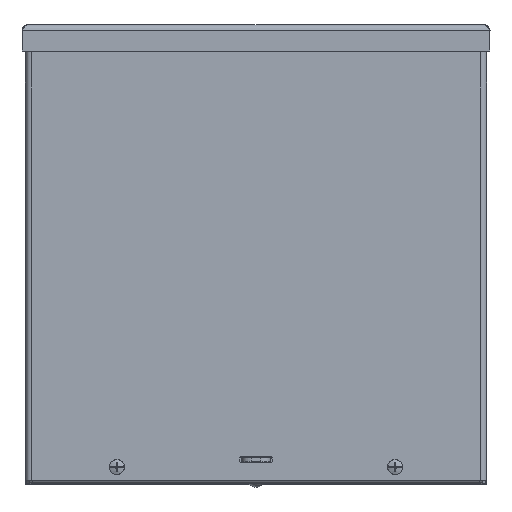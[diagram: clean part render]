
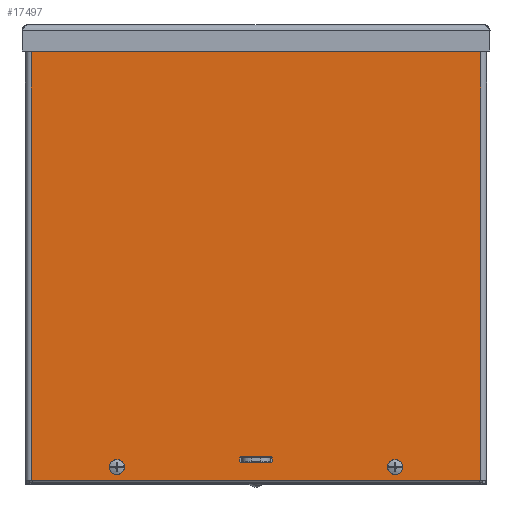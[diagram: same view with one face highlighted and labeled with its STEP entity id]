
A CAD part, top view. The second image highlights one B-rep face of the part: STEP entity #17497.
In plain terms, the highlighted planar face has unit normal (0, 0, 1).
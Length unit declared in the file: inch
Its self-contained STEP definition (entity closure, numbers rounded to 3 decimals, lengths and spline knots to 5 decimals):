
#139 = DIRECTION ( 'NONE',  ( 0.707, 0.707, 0. ) ) ;
#213 = EDGE_CURVE ( 'NONE', #9555, #8908, #2135, .T. ) ;
#232 = CARTESIAN_POINT ( 'NONE',  ( 3.78125, 5.59375, 8.19362 ) ) ;
#321 = CARTESIAN_POINT ( 'NONE',  ( -0.42187, -5.41487, 8.19362 ) ) ;
#514 = VERTEX_POINT ( 'NONE', #232 ) ;
#571 = ORIENTED_EDGE ( 'NONE', *, *, #11642, .F. ) ;
#608 = CARTESIAN_POINT ( 'NONE',  ( -3.53125, -5.5625, 8.19362 ) ) ;
#630 = DIRECTION ( 'NONE',  ( 1., 0., 0. ) ) ;
#1013 = VECTOR ( 'NONE', #11109, 39.37008 ) ;
#1097 = EDGE_LOOP ( 'NONE', ( #12412 ) ) ;
#1165 = ORIENTED_EDGE ( 'NONE', *, *, #6473, .T. ) ;
#1218 = DIRECTION ( 'NONE',  ( 1., 0., 0. ) ) ;
#1268 = CARTESIAN_POINT ( 'NONE',  ( 3.65625, -5.5625, 8.19362 ) ) ;
#1309 = LINE ( 'NONE', #1346, #13469 ) ;
#1346 = CARTESIAN_POINT ( 'NONE',  ( -6.059, -5.92188, 8.19362 ) ) ;
#1590 = CIRCLE ( 'NONE', #14832, 0.125 ) ;
#1598 = CARTESIAN_POINT ( 'NONE',  ( 0.39062, -5.44612, 8.19362 ) ) ;
#1665 = VERTEX_POINT ( 'NONE', #12648 ) ;
#1741 = LINE ( 'NONE', #4982, #16130 ) ;
#1866 = FACE_BOUND ( 'NONE', #1097, .T. ) ;
#2035 = AXIS2_PLACEMENT_3D ( 'NONE', #15361, #10900, #16701 ) ;
#2135 = LINE ( 'NONE', #5364, #1013 ) ;
#2185 = CARTESIAN_POINT ( 'NONE',  ( -0.42187, -5.32112, 8.19362 ) ) ;
#2345 = VECTOR ( 'NONE', #8489, 39.37008 ) ;
#2368 = EDGE_CURVE ( 'NONE', #18196, #11436, #7021, .T. ) ;
#2446 = DIRECTION ( 'NONE',  ( 0., 0., -1. ) ) ;
#2461 = EDGE_LOOP ( 'NONE', ( #12592 ) ) ;
#2471 = AXIS2_PLACEMENT_3D ( 'NONE', #8307, #12620, #16884 ) ;
#2595 = DIRECTION ( 'NONE',  ( 0., 1., 0. ) ) ;
#2646 = EDGE_CURVE ( 'NONE', #514, #514, #1590, .T. ) ;
#2776 = CARTESIAN_POINT ( 'NONE',  ( 0.42188, -2.63713, 8.19362 ) ) ;
#2823 = ORIENTED_EDGE ( 'NONE', *, *, #3279, .T. ) ;
#2898 = EDGE_CURVE ( 'NONE', #6505, #8908, #5198, .T. ) ;
#2912 = CIRCLE ( 'NONE', #9416, 0.03125 ) ;
#2934 = ORIENTED_EDGE ( 'NONE', *, *, #18536, .T. ) ;
#3279 = EDGE_CURVE ( 'NONE', #8244, #3345, #1309, .T. ) ;
#3345 = VERTEX_POINT ( 'NONE', #8827 ) ;
#3445 = EDGE_CURVE ( 'NONE', #14262, #14262, #5787, .T. ) ;
#3583 = CARTESIAN_POINT ( 'NONE',  ( -0.39063, -5.44612, 8.19362 ) ) ;
#3704 = EDGE_LOOP ( 'NONE', ( #3983 ) ) ;
#3922 = FACE_BOUND ( 'NONE', #2461, .T. ) ;
#3956 = LINE ( 'NONE', #4158, #11340 ) ;
#3983 = ORIENTED_EDGE ( 'NONE', *, *, #3445, .T. ) ;
#4105 = CARTESIAN_POINT ( 'NONE',  ( -0.39063, -5.28987, 8.19362 ) ) ;
#4158 = CARTESIAN_POINT ( 'NONE',  ( 5.90625, -2.95313, 8.19362 ) ) ;
#4460 = EDGE_LOOP ( 'NONE', ( #12116, #7084, #17274, #571, #14843, #16187, #13350, #8347 ) ) ;
#4487 = AXIS2_PLACEMENT_3D ( 'NONE', #6165, #12014, #630 ) ;
#4785 = DIRECTION ( 'NONE',  ( -0.707, 0.707, 0. ) ) ;
#4822 = LINE ( 'NONE', #18296, #10259 ) ;
#4982 = CARTESIAN_POINT ( 'NONE',  ( 6.059, 5.95313, 8.19362 ) ) ;
#5198 = CIRCLE ( 'NONE', #10388, 0.03125 ) ;
#5260 = DIRECTION ( 'NONE',  ( 1., 0., 0. ) ) ;
#5364 = CARTESIAN_POINT ( 'NONE',  ( -0.21094, -5.28988, 8.19362 ) ) ;
#5467 = FACE_BOUND ( 'NONE', #3704, .T. ) ;
#5787 = CIRCLE ( 'NONE', #4487, 0.125 ) ;
#5957 = AXIS2_PLACEMENT_3D ( 'NONE', #6148, #16291, #4785 ) ;
#6148 = CARTESIAN_POINT ( 'NONE',  ( -0.39063, -5.32113, 8.19362 ) ) ;
#6165 = CARTESIAN_POINT ( 'NONE',  ( -3.65625, 5.59375, 8.19362 ) ) ;
#6209 = PLANE ( 'NONE',  #11277 ) ;
#6419 = ORIENTED_EDGE ( 'NONE', *, *, #9482, .T. ) ;
#6473 = EDGE_CURVE ( 'NONE', #1665, #8244, #13840, .T. ) ;
#6488 = VERTEX_POINT ( 'NONE', #3583 ) ;
#6505 = VERTEX_POINT ( 'NONE', #11124 ) ;
#6582 = CARTESIAN_POINT ( 'NONE',  ( 5.90625, 5.95313, 8.19362 ) ) ;
#7021 = LINE ( 'NONE', #15961, #10637 ) ;
#7076 = LINE ( 'NONE', #2776, #2345 ) ;
#7084 = ORIENTED_EDGE ( 'NONE', *, *, #11823, .F. ) ;
#7383 = CIRCLE ( 'NONE', #2035, 0.03125 ) ;
#7460 = CARTESIAN_POINT ( 'NONE',  ( 0.42188, -5.41487, 8.19362 ) ) ;
#7569 = DIRECTION ( 'NONE',  ( -0.707, -0.707, 0. ) ) ;
#7597 = VERTEX_POINT ( 'NONE', #7460 ) ;
#7918 = EDGE_CURVE ( 'NONE', #10001, #10001, #13674, .T. ) ;
#8060 = DIRECTION ( 'NONE',  ( -1., 0., 0. ) ) ;
#8244 = VERTEX_POINT ( 'NONE', #17712 ) ;
#8307 = CARTESIAN_POINT ( 'NONE',  ( -3.65625, -5.5625, 8.19362 ) ) ;
#8347 = ORIENTED_EDGE ( 'NONE', *, *, #2898, .F. ) ;
#8430 = DIRECTION ( 'NONE',  ( -1., 0., 0. ) ) ;
#8489 = DIRECTION ( 'NONE',  ( 0., -1., 0. ) ) ;
#8827 = CARTESIAN_POINT ( 'NONE',  ( 5.90625, -5.92187, 8.19362 ) ) ;
#8857 = FACE_BOUND ( 'NONE', #4460, .T. ) ;
#8908 = VERTEX_POINT ( 'NONE', #10935 ) ;
#9084 = FACE_OUTER_BOUND ( 'NONE', #9655, .T. ) ;
#9416 = AXIS2_PLACEMENT_3D ( 'NONE', #11896, #11779, #7569 ) ;
#9482 = EDGE_CURVE ( 'NONE', #15829, #15829, #13672, .T. ) ;
#9555 = VERTEX_POINT ( 'NONE', #4105 ) ;
#9628 = DIRECTION ( 'NONE',  ( 0., 0., -1. ) ) ;
#9655 = EDGE_LOOP ( 'NONE', ( #2934, #11224, #1165, #2823 ) ) ;
#10001 = VERTEX_POINT ( 'NONE', #17636 ) ;
#10259 = VECTOR ( 'NONE', #8430, 39.37008 ) ;
#10372 = CARTESIAN_POINT ( 'NONE',  ( 0.39063, -5.32113, 8.19362 ) ) ;
#10388 = AXIS2_PLACEMENT_3D ( 'NONE', #10372, #17556, #139 ) ;
#10637 = VECTOR ( 'NONE', #15843, 39.37008 ) ;
#10744 = VERTEX_POINT ( 'NONE', #1598 ) ;
#10900 = DIRECTION ( 'NONE',  ( 0., 0., 1. ) ) ;
#10935 = CARTESIAN_POINT ( 'NONE',  ( 0.39062, -5.28987, 8.19362 ) ) ;
#11109 = DIRECTION ( 'NONE',  ( 1., 0., 0. ) ) ;
#11124 = CARTESIAN_POINT ( 'NONE',  ( 0.42188, -5.32112, 8.19362 ) ) ;
#11224 = ORIENTED_EDGE ( 'NONE', *, *, #11853, .T. ) ;
#11277 = AXIS2_PLACEMENT_3D ( 'NONE', #18410, #2446, #1218 ) ;
#11340 = VECTOR ( 'NONE', #2595, 39.37008 ) ;
#11348 = VECTOR ( 'NONE', #12356, 39.37008 ) ;
#11436 = VERTEX_POINT ( 'NONE', #2185 ) ;
#11642 = EDGE_CURVE ( 'NONE', #18196, #6488, #2912, .T. ) ;
#11779 = DIRECTION ( 'NONE',  ( 0., 0., 1. ) ) ;
#11823 = EDGE_CURVE ( 'NONE', #10744, #7597, #7383, .T. ) ;
#11853 = EDGE_CURVE ( 'NONE', #18023, #1665, #1741, .T. ) ;
#11857 = EDGE_LOOP ( 'NONE', ( #6419 ) ) ;
#11896 = CARTESIAN_POINT ( 'NONE',  ( -0.39063, -5.41488, 8.19362 ) ) ;
#12014 = DIRECTION ( 'NONE',  ( 0., 0., -1. ) ) ;
#12111 = CARTESIAN_POINT ( 'NONE',  ( -5.90625, 2.98438, 8.19362 ) ) ;
#12116 = ORIENTED_EDGE ( 'NONE', *, *, #17108, .T. ) ;
#12356 = DIRECTION ( 'NONE',  ( 0., -1., 0. ) ) ;
#12412 = ORIENTED_EDGE ( 'NONE', *, *, #2646, .T. ) ;
#12592 = ORIENTED_EDGE ( 'NONE', *, *, #7918, .T. ) ;
#12620 = DIRECTION ( 'NONE',  ( 0., 0., -1. ) ) ;
#12648 = CARTESIAN_POINT ( 'NONE',  ( -5.90625, 5.95313, 8.19362 ) ) ;
#12774 = DIRECTION ( 'NONE',  ( 1., 0., 0. ) ) ;
#13350 = ORIENTED_EDGE ( 'NONE', *, *, #213, .T. ) ;
#13469 = VECTOR ( 'NONE', #15436, 39.37008 ) ;
#13672 = CIRCLE ( 'NONE', #2471, 0.125 ) ;
#13674 = CIRCLE ( 'NONE', #17127, 0.125 ) ;
#13840 = LINE ( 'NONE', #12111, #11348 ) ;
#14180 = EDGE_CURVE ( 'NONE', #10744, #6488, #4822, .T. ) ;
#14262 = VERTEX_POINT ( 'NONE', #14842 ) ;
#14651 = CIRCLE ( 'NONE', #5957, 0.03125 ) ;
#14832 = AXIS2_PLACEMENT_3D ( 'NONE', #16931, #9628, #5260 ) ;
#14842 = CARTESIAN_POINT ( 'NONE',  ( -3.53125, 5.59375, 8.19362 ) ) ;
#14843 = ORIENTED_EDGE ( 'NONE', *, *, #2368, .T. ) ;
#15186 = EDGE_CURVE ( 'NONE', #9555, #11436, #14651, .T. ) ;
#15361 = CARTESIAN_POINT ( 'NONE',  ( 0.39063, -5.41488, 8.19362 ) ) ;
#15436 = DIRECTION ( 'NONE',  ( 1., 0., 0. ) ) ;
#15829 = VERTEX_POINT ( 'NONE', #608 ) ;
#15843 = DIRECTION ( 'NONE',  ( 0., 1., 0. ) ) ;
#15961 = CARTESIAN_POINT ( 'NONE',  ( -0.42188, -2.71525, 8.19362 ) ) ;
#16130 = VECTOR ( 'NONE', #8060, 39.37008 ) ;
#16187 = ORIENTED_EDGE ( 'NONE', *, *, #15186, .F. ) ;
#16291 = DIRECTION ( 'NONE',  ( 0., 0., 1. ) ) ;
#16701 = DIRECTION ( 'NONE',  ( 0.707, -0.707, 0. ) ) ;
#16884 = DIRECTION ( 'NONE',  ( 1., 0., 0. ) ) ;
#16931 = CARTESIAN_POINT ( 'NONE',  ( 3.65625, 5.59375, 8.19362 ) ) ;
#17020 = DIRECTION ( 'NONE',  ( 0., 0., -1. ) ) ;
#17108 = EDGE_CURVE ( 'NONE', #6505, #7597, #7076, .T. ) ;
#17127 = AXIS2_PLACEMENT_3D ( 'NONE', #1268, #17020, #12774 ) ;
#17274 = ORIENTED_EDGE ( 'NONE', *, *, #14180, .T. ) ;
#17497 = ADVANCED_FACE ( 'NONE', ( #9084, #18570, #5467, #8857, #3922, #1866 ), #6209, .F. ) ;
#17556 = DIRECTION ( 'NONE',  ( 0., 0., 1. ) ) ;
#17636 = CARTESIAN_POINT ( 'NONE',  ( 3.78125, -5.5625, 8.19362 ) ) ;
#17712 = CARTESIAN_POINT ( 'NONE',  ( -5.90625, -5.92187, 8.19362 ) ) ;
#18023 = VERTEX_POINT ( 'NONE', #6582 ) ;
#18196 = VERTEX_POINT ( 'NONE', #321 ) ;
#18296 = CARTESIAN_POINT ( 'NONE',  ( 0.21094, -5.44613, 8.19362 ) ) ;
#18410 = CARTESIAN_POINT ( 'NONE',  ( 0., 0.01563, 8.19362 ) ) ;
#18536 = EDGE_CURVE ( 'NONE', #3345, #18023, #3956, .T. ) ;
#18570 = FACE_BOUND ( 'NONE', #11857, .T. ) ;
